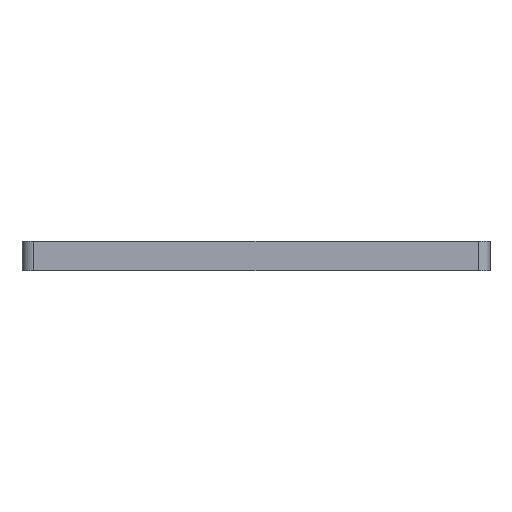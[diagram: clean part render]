
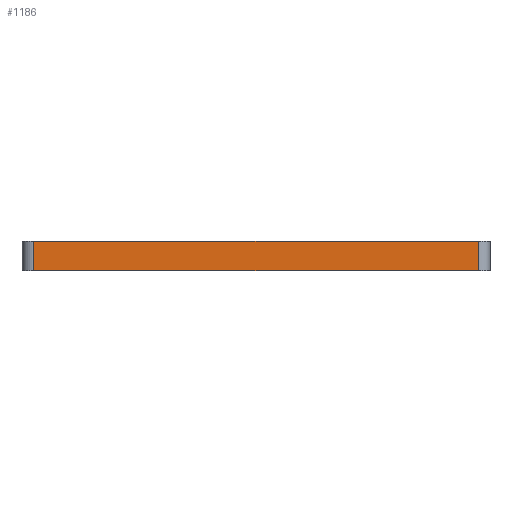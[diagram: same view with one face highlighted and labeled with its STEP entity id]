
A CAD part, left-side view. The second image highlights one B-rep face of the part: STEP entity #1186.
In plain terms, the highlighted planar face has unit normal (-1, 0, 0).
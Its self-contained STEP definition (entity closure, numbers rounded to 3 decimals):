
#22 = CARTESIAN_POINT ( 'NONE',  ( -51.005, 0., 5. ) ) ;
#117 = FACE_OUTER_BOUND ( 'NONE', #1162, .T. ) ;
#143 = VERTEX_POINT ( 'NONE', #792 ) ;
#147 = DIRECTION ( 'NONE',  ( 0., 0., -1. ) ) ;
#161 = CARTESIAN_POINT ( 'NONE',  ( -51.005, 37.032, 0. ) ) ;
#251 = CARTESIAN_POINT ( 'NONE',  ( -51.005, 37.032, 5. ) ) ;
#262 = VERTEX_POINT ( 'NONE', #716 ) ;
#276 = CARTESIAN_POINT ( 'NONE',  ( -51.005, -38.968, 5. ) ) ;
#305 = DIRECTION ( 'NONE',  ( -1., 0., 0. ) ) ;
#317 = CARTESIAN_POINT ( 'NONE',  ( -51.005, 0., 5. ) ) ;
#326 = EDGE_CURVE ( 'NONE', #143, #262, #1217, .T. ) ;
#392 = AXIS2_PLACEMENT_3D ( 'NONE', #317, #305, #926 ) ;
#420 = EDGE_CURVE ( 'NONE', #262, #486, #1173, .T. ) ;
#486 = VERTEX_POINT ( 'NONE', #161 ) ;
#526 = ORIENTED_EDGE ( 'NONE', *, *, #1052, .F. ) ;
#628 = CARTESIAN_POINT ( 'NONE',  ( -51.005, -38.968, 0. ) ) ;
#681 = DIRECTION ( 'NONE',  ( 0., 0., -1. ) ) ;
#716 = CARTESIAN_POINT ( 'NONE',  ( -51.005, 37.032, 5. ) ) ;
#775 = ORIENTED_EDGE ( 'NONE', *, *, #326, .T. ) ;
#792 = CARTESIAN_POINT ( 'NONE',  ( -51.005, -38.968, 5. ) ) ;
#803 = VECTOR ( 'NONE', #147, 1000. ) ;
#820 = PLANE ( 'NONE',  #392 ) ;
#829 = DIRECTION ( 'NONE',  ( 0., 1., 0. ) ) ;
#868 = VECTOR ( 'NONE', #681, 1000. ) ;
#926 = DIRECTION ( 'NONE',  ( 0., 0., 1. ) ) ;
#961 = EDGE_CURVE ( 'NONE', #1149, #486, #1182, .T. ) ;
#991 = ORIENTED_EDGE ( 'NONE', *, *, #420, .T. ) ;
#1052 = EDGE_CURVE ( 'NONE', #143, #1149, #1188, .T. ) ;
#1077 = CARTESIAN_POINT ( 'NONE',  ( -51.005, 0., 0. ) ) ;
#1083 = VECTOR ( 'NONE', #1088, 1000. ) ;
#1088 = DIRECTION ( 'NONE',  ( 0., 1., 0. ) ) ;
#1115 = ORIENTED_EDGE ( 'NONE', *, *, #961, .F. ) ;
#1149 = VERTEX_POINT ( 'NONE', #628 ) ;
#1162 = EDGE_LOOP ( 'NONE', ( #1115, #526, #775, #991 ) ) ;
#1173 = LINE ( 'NONE', #251, #803 ) ;
#1182 = LINE ( 'NONE', #1077, #1083 ) ;
#1186 = ADVANCED_FACE ( 'NONE', ( #117 ), #820, .T. ) ;
#1188 = LINE ( 'NONE', #276, #868 ) ;
#1196 = VECTOR ( 'NONE', #829, 1000. ) ;
#1217 = LINE ( 'NONE', #22, #1196 ) ;
